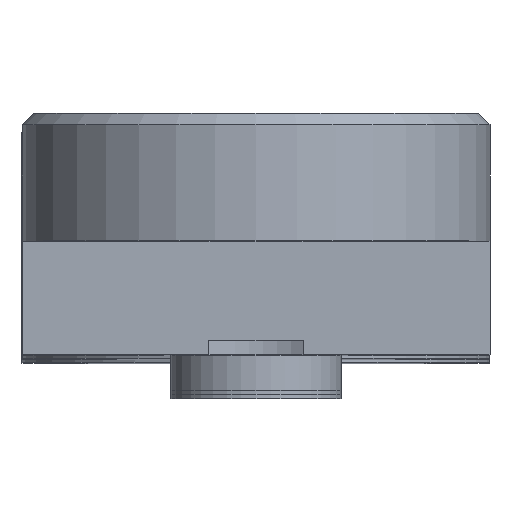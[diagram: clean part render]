
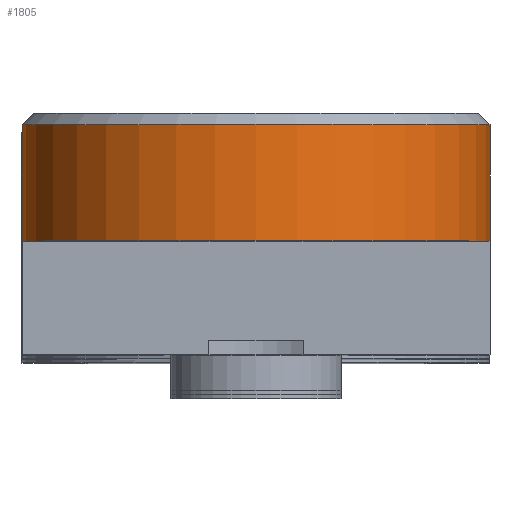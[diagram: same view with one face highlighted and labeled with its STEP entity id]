
A CAD part, top view. The second image highlights one B-rep face of the part: STEP entity #1805.
In plain terms, the highlighted cylindrical face has radius 16.5 mm (diameter 33 mm), a partial arc.
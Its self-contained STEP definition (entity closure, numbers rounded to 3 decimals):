
#62=CYLINDRICAL_SURFACE('',#2009,16.5);
#234=FACE_OUTER_BOUND('',#354,.T.);
#354=EDGE_LOOP('',(#1692,#1693,#1694,#1695));
#475=LINE('',#2949,#639);
#514=LINE('',#3064,#678);
#639=VECTOR('',#2412,10.);
#678=VECTOR('',#2529,10.);
#743=CIRCLE('',#1957,16.5);
#762=CIRCLE('',#1998,16.5);
#885=VERTEX_POINT('',#2927);
#887=VERTEX_POINT('',#2933);
#891=VERTEX_POINT('',#2947);
#928=VERTEX_POINT('',#3060);
#1113=EDGE_CURVE('',#887,#885,#743,.T.);
#1121=EDGE_CURVE('',#891,#887,#475,.T.);
#1177=EDGE_CURVE('',#891,#928,#762,.T.);
#1178=EDGE_CURVE('',#928,#885,#514,.T.);
#1692=ORIENTED_EDGE('',*,*,#1113,.F.);
#1693=ORIENTED_EDGE('',*,*,#1121,.F.);
#1694=ORIENTED_EDGE('',*,*,#1177,.T.);
#1695=ORIENTED_EDGE('',*,*,#1178,.T.);
#1805=ADVANCED_FACE('',(#234),#62,.T.);
#1957=AXIS2_PLACEMENT_3D('',#2935,#2398,#2399);
#1998=AXIS2_PLACEMENT_3D('',#3062,#2525,#2526);
#2009=AXIS2_PLACEMENT_3D('',#3080,#2552,#2553);
#2398=DIRECTION('center_axis',(0.,1.,0.));
#2399=DIRECTION('ref_axis',(-1.,0.,0.));
#2412=DIRECTION('',(0.,1.,0.));
#2525=DIRECTION('center_axis',(0.,1.,0.));
#2526=DIRECTION('ref_axis',(-1.,0.,0.));
#2529=DIRECTION('',(0.,1.,0.));
#2552=DIRECTION('center_axis',(0.,1.,0.));
#2553=DIRECTION('ref_axis',(-1.,0.,0.));
#2927=CARTESIAN_POINT('',(92.735,41.547,339.242));
#2933=CARTESIAN_POINT('',(59.735,41.547,339.242));
#2935=CARTESIAN_POINT('Origin',(76.235,41.547,339.242));
#2947=CARTESIAN_POINT('',(59.735,33.347,339.242));
#2949=CARTESIAN_POINT('',(59.735,25.347,339.242));
#3060=CARTESIAN_POINT('',(92.735,33.347,339.242));
#3062=CARTESIAN_POINT('Origin',(76.235,33.347,339.242));
#3064=CARTESIAN_POINT('',(92.735,25.347,339.242));
#3080=CARTESIAN_POINT('Origin',(76.235,25.347,339.242));
